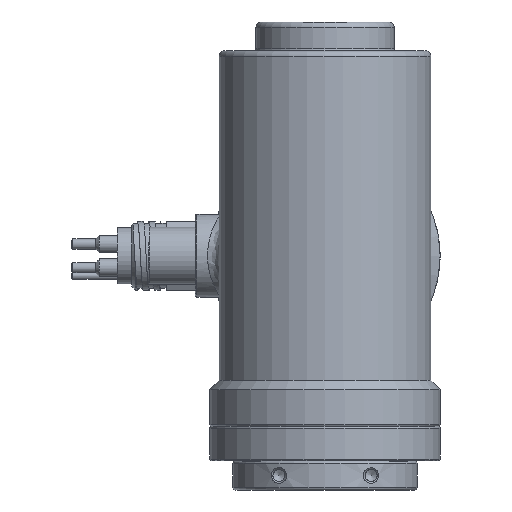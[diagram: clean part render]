
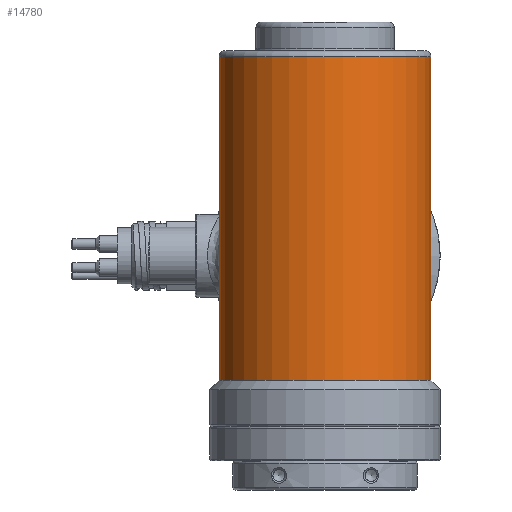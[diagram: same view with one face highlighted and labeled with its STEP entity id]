
A CAD part, left-side view. The second image highlights one B-rep face of the part: STEP entity #14780.
In plain terms, the highlighted cylindrical face has radius 29.21 mm (diameter 58.42 mm), a full revolution.
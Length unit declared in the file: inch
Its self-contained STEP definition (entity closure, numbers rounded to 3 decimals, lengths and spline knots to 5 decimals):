
#310=ELLIPSE('',#16202,1.71701,1.15);
#311=ELLIPSE('',#16203,1.71701,1.15);
#312=ELLIPSE('',#16204,1.71701,1.15);
#313=ELLIPSE('',#16205,1.71701,1.15);
#1587=CIRCLE('',#16233,1.15);
#1588=CIRCLE('',#16234,1.15);
#1598=CIRCLE('',#16250,1.15);
#1599=CIRCLE('',#16251,1.15);
#2386=FACE_OUTER_BOUND('',#3326,.T.);
#3326=EDGE_LOOP('',(#12008,#12009,#12010,#12011,#12012,#12013,#12014,#12015,
#12016,#12017,#12018,#12019));
#4496=LINE('',#31140,#5287);
#4497=LINE('',#31141,#5288);
#5287=VECTOR('',#19720,1.15);
#5288=VECTOR('',#19721,1.15);
#6446=VERTEX_POINT('',#30948);
#6447=VERTEX_POINT('',#30950);
#6448=VERTEX_POINT('',#31009);
#6449=VERTEX_POINT('',#31067);
#6456=VERTEX_POINT('',#31108);
#6457=VERTEX_POINT('',#31109);
#6464=VERTEX_POINT('',#31134);
#6465=VERTEX_POINT('',#31136);
#8336=EDGE_CURVE('',#6446,#6448,#310,.T.);
#8337=EDGE_CURVE('',#6448,#6447,#311,.T.);
#8338=EDGE_CURVE('',#6447,#6449,#312,.T.);
#8339=EDGE_CURVE('',#6449,#6446,#313,.T.);
#8357=EDGE_CURVE('',#6456,#6457,#1587,.T.);
#8359=EDGE_CURVE('',#6457,#6456,#1588,.T.);
#8370=EDGE_CURVE('',#6464,#6465,#1598,.T.);
#8371=EDGE_CURVE('',#6465,#6464,#1599,.T.);
#8372=EDGE_CURVE('',#6465,#6448,#4496,.T.);
#8373=EDGE_CURVE('',#6449,#6457,#4497,.T.);
#12008=ORIENTED_EDGE('',*,*,#8371,.F.);
#12009=ORIENTED_EDGE('',*,*,#8372,.T.);
#12010=ORIENTED_EDGE('',*,*,#8336,.F.);
#12011=ORIENTED_EDGE('',*,*,#8339,.F.);
#12012=ORIENTED_EDGE('',*,*,#8373,.T.);
#12013=ORIENTED_EDGE('',*,*,#8359,.T.);
#12014=ORIENTED_EDGE('',*,*,#8357,.T.);
#12015=ORIENTED_EDGE('',*,*,#8373,.F.);
#12016=ORIENTED_EDGE('',*,*,#8338,.F.);
#12017=ORIENTED_EDGE('',*,*,#8337,.F.);
#12018=ORIENTED_EDGE('',*,*,#8372,.F.);
#12019=ORIENTED_EDGE('',*,*,#8370,.F.);
#13265=CYLINDRICAL_SURFACE('',#16252,1.15);
#14780=ADVANCED_FACE('',(#2386),#13265,.T.);
#16202=AXIS2_PLACEMENT_3D('',#31010,#19611,#19612);
#16203=AXIS2_PLACEMENT_3D('',#31011,#19613,#19614);
#16204=AXIS2_PLACEMENT_3D('',#31068,#19615,#19616);
#16205=AXIS2_PLACEMENT_3D('',#31069,#19617,#19618);
#16233=AXIS2_PLACEMENT_3D('',#31110,#19678,#19679);
#16234=AXIS2_PLACEMENT_3D('',#31112,#19681,#19682);
#16250=AXIS2_PLACEMENT_3D('',#31137,#19714,#19715);
#16251=AXIS2_PLACEMENT_3D('',#31138,#19716,#19717);
#16252=AXIS2_PLACEMENT_3D('',#31139,#19718,#19719);
#19611=DIRECTION('center_axis',(0.743,0.,-0.67));
#19612=DIRECTION('ref_axis',(0.67,0.,0.743));
#19613=DIRECTION('center_axis',(0.743,0.,-0.67));
#19614=DIRECTION('ref_axis',(0.67,0.,0.743));
#19615=DIRECTION('center_axis',(0.743,0.,0.67));
#19616=DIRECTION('ref_axis',(0.67,0.,-0.743));
#19617=DIRECTION('center_axis',(0.743,0.,0.67));
#19618=DIRECTION('ref_axis',(0.67,0.,-0.743));
#19678=DIRECTION('center_axis',(0.,0.,1.));
#19679=DIRECTION('ref_axis',(-1.,0.,0.));
#19681=DIRECTION('center_axis',(0.,0.,1.));
#19682=DIRECTION('ref_axis',(-1.,0.,0.));
#19714=DIRECTION('center_axis',(0.,0.,1.));
#19715=DIRECTION('ref_axis',(-1.,0.,0.));
#19716=DIRECTION('center_axis',(0.,0.,1.));
#19717=DIRECTION('ref_axis',(-1.,0.,0.));
#19718=DIRECTION('center_axis',(0.,0.,1.));
#19719=DIRECTION('ref_axis',(-1.,0.,0.));
#19720=DIRECTION('',(0.,0.,-1.));
#19721=DIRECTION('',(0.,0.,-1.));
#30948=CARTESIAN_POINT('',(0.,1.15,0.));
#30950=CARTESIAN_POINT('',(0.,-1.15,0.));
#31009=CARTESIAN_POINT('',(1.15,0.,1.275));
#31010=CARTESIAN_POINT('Origin',(0.,0.,0.));
#31011=CARTESIAN_POINT('Origin',(0.,0.,0.));
#31067=CARTESIAN_POINT('',(1.15,0.,-1.275));
#31068=CARTESIAN_POINT('Origin',(0.,0.,0.));
#31069=CARTESIAN_POINT('Origin',(0.,0.,0.));
#31108=CARTESIAN_POINT('',(-1.15,0.,-1.35124));
#31109=CARTESIAN_POINT('',(1.15,0.,-1.35124));
#31110=CARTESIAN_POINT('Origin',(0.,0.,-1.35124));
#31112=CARTESIAN_POINT('Origin',(0.,0.,-1.35124));
#31134=CARTESIAN_POINT('',(-1.15,0.,2.16374));
#31136=CARTESIAN_POINT('',(1.15,0.,2.16374));
#31137=CARTESIAN_POINT('Origin',(0.,0.,2.16374));
#31138=CARTESIAN_POINT('Origin',(0.,0.,2.16374));
#31139=CARTESIAN_POINT('Origin',(0.,0.,0.));
#31140=CARTESIAN_POINT('',(1.15,0.,0.));
#31141=CARTESIAN_POINT('',(1.15,0.,0.));
